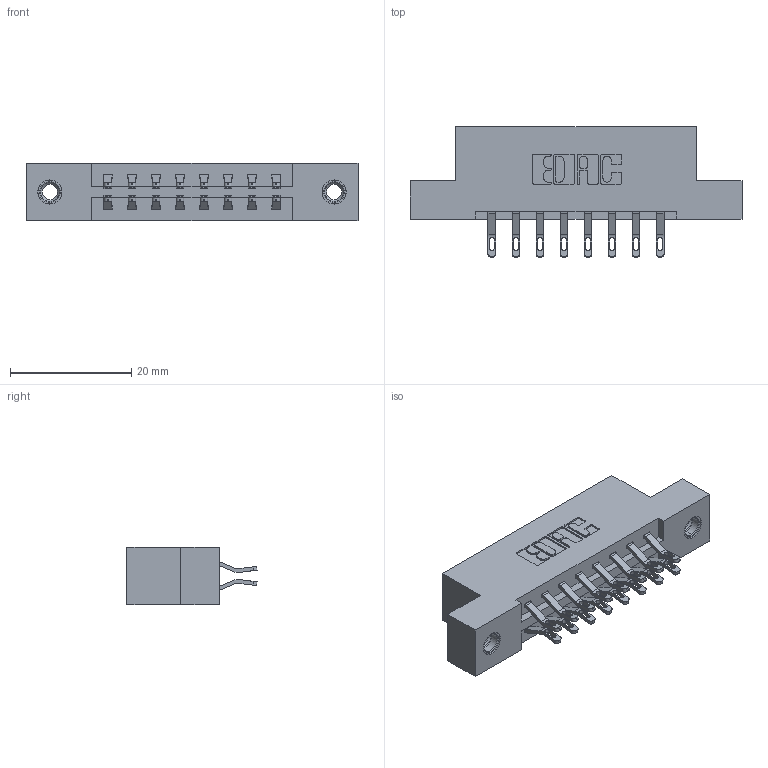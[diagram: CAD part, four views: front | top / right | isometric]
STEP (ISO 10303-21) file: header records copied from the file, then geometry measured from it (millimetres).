
FILE_DESCRIPTION (( 'STEP AP203' ), '1' );
FILE_NAME ('387-016-555-207.STEP', '2019-10-15T23:38:13', ( '' ), ( '' ), 'SwSTEP 2.0', 'SolidWorks 2016', '' );
FILE_SCHEMA (( 'CONFIG_CONTROL_DESIGN' ));
Length unit declared in the file: inch
Products named in the file (4): 345-250-001_345-250-005-103; 337 Part_Flush Mounting Lugs - 0.156 Dia-TI; 387-016-555-207; 345-292-001_555 Tail
Assembly tree (19 placements, depth 2):
  387-016-555-207
    337 Part_Flush Mounting Lugs - 0.156 Dia-TI
    345-292-001_555 Tail  x16
    345-250-001_345-250-005-103  x2
Bounding box: 54.71 x 21.47 x 9.4 mm (x, y, z)
Volume: 5346.3 mm3; surface area: 5924.5 mm2
Topology: 19 solids, 19 shells, 1134 faces, 3471 edges, 2306 vertices
Faces by surface type: plane 678, cylinder 440, cone 12, torus 4
Entity records: 12112 total; most frequent: CARTESIAN_POINT 2083, ORIENTED_EDGE 1982, DIRECTION 1837, EDGE_CURVE 991, LINE 823, VECTOR 823, VERTEX_POINT 656, AXIS2_PLACEMENT_3D 507
